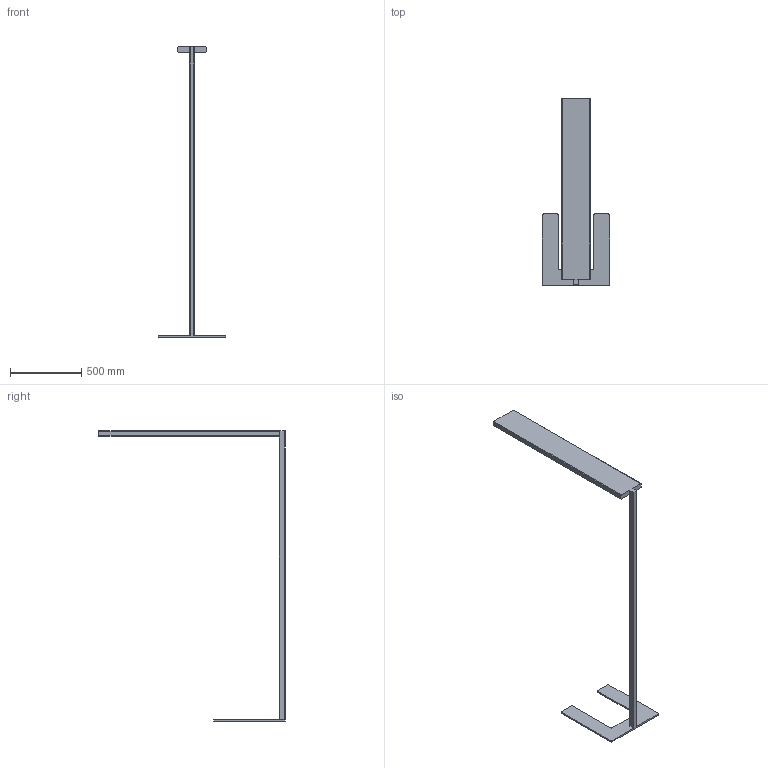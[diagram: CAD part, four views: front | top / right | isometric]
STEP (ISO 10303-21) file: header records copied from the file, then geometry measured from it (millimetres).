
FILE_DESCRIPTION(/* description */ (''),/* implementation_level */ '2;1');
FILE_NAME(/* name */ '10000125166n3p000_01.stp',/* time_stamp */ '2022-02-01T13:42:50+01:00',/* author */ (''),/* organization */ (''),/* preprocessor_version */ 'ST-DEVELOPER v15',/* originating_system */ 'SIEMENS PLM Software NX 9.0',/* authorisation */ '');
FILE_SCHEMA (('AUTOMOTIVE_DESIGN { 1 0 10303 214 3 1 1 1 }'));
Length unit declared in the file: millimetre
Products named in the file (1): 10000125166n3p000_01
Bounding box: 470 x 1305 x 2034.73 mm (x, y, z)
Volume: 12783091.3 mm3; surface area: 1181046.7 mm2
Topology: 1 solids, 1 shells, 79 faces, 214 edges, 142 vertices
Faces by surface type: plane 57, cylinder 18, extrusion 4
Entity records: 2512 total; most frequent: CARTESIAN_POINT 436, ORIENTED_EDGE 428, DIRECTION 422, EDGE_CURVE 214, VECTOR 174, LINE 170, VERTEX_POINT 142, AXIS2_PLACEMENT_3D 124
